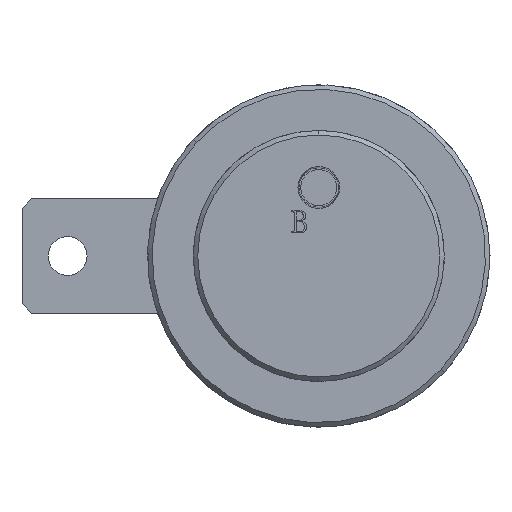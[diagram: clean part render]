
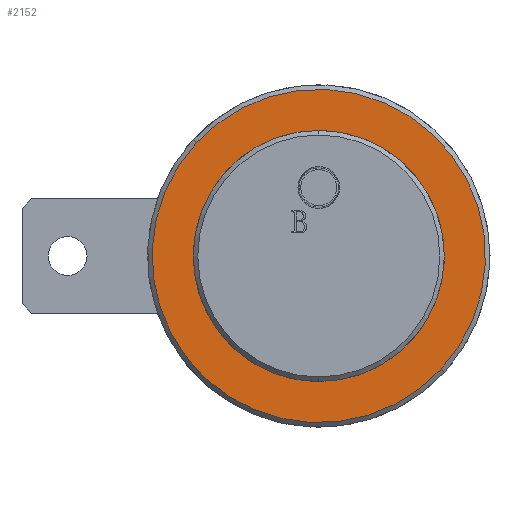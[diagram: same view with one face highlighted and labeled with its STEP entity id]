
A CAD part, front view. The second image highlights one B-rep face of the part: STEP entity #2152.
In plain terms, the highlighted face is planar.
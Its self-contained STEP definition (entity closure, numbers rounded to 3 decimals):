
#62 = EDGE_LOOP ( 'NONE', ( #390, #391 ) ) ;
#71 = EDGE_LOOP ( 'NONE', ( #388, #389 ) ) ;
#388 = ORIENTED_EDGE ( 'NONE', *, *, #798, .T. ) ;
#389 = ORIENTED_EDGE ( 'NONE', *, *, #789, .T. ) ;
#390 = ORIENTED_EDGE ( 'NONE', *, *, #793, .F. ) ;
#391 = ORIENTED_EDGE ( 'NONE', *, *, #799, .F. ) ;
#789 = EDGE_CURVE ( 'NONE', #1810, #1809, #3848, .T. ) ;
#793 = EDGE_CURVE ( 'NONE', #1808, #1818, #3852, .T. ) ;
#798 = EDGE_CURVE ( 'NONE', #1809, #1810, #3862, .T. ) ;
#799 = EDGE_CURVE ( 'NONE', #1818, #1808, #3873, .T. ) ;
#852 = AXIS2_PLACEMENT_3D ( 'NONE', #2930, #2931, #2932 ) ;
#854 = AXIS2_PLACEMENT_3D ( 'NONE', #2940, #2941, #2942 ) ;
#855 = AXIS2_PLACEMENT_3D ( 'NONE', #2948, #2949, #2950 ) ;
#856 = AXIS2_PLACEMENT_3D ( 'NONE', #2951, #2952, #2953 ) ;
#987 = AXIS2_PLACEMENT_3D ( 'NONE', #4869, #4874, #4875 ) ;
#1808 = VERTEX_POINT ( 'NONE', #3162 ) ;
#1809 = VERTEX_POINT ( 'NONE', #3163 ) ;
#1810 = VERTEX_POINT ( 'NONE', #3164 ) ;
#1818 = VERTEX_POINT ( 'NONE', #3172 ) ;
#2152 = ADVANCED_FACE ( 'NONE', ( #4091, #4099 ), #4872, .T. ) ;
#2930 = CARTESIAN_POINT ( 'NONE',  ( 0., 0., 11. ) ) ;
#2931 = DIRECTION ( 'NONE',  ( 0., 0., 1. ) ) ;
#2932 = DIRECTION ( 'NONE',  ( 1., 0., 0. ) ) ;
#2940 = CARTESIAN_POINT ( 'NONE',  ( 0., 0., 11. ) ) ;
#2941 = DIRECTION ( 'NONE',  ( 0., 0., 1. ) ) ;
#2942 = DIRECTION ( 'NONE',  ( 1., 0., 0. ) ) ;
#2948 = CARTESIAN_POINT ( 'NONE',  ( 0., 0., 11. ) ) ;
#2949 = DIRECTION ( 'NONE',  ( 0., 0., 1. ) ) ;
#2950 = DIRECTION ( 'NONE',  ( 1., 0., 0. ) ) ;
#2951 = CARTESIAN_POINT ( 'NONE',  ( 0., 0., 11. ) ) ;
#2952 = DIRECTION ( 'NONE',  ( 0., 0., 1. ) ) ;
#2953 = DIRECTION ( 'NONE',  ( 1., 0., 0. ) ) ;
#3162 = CARTESIAN_POINT ( 'NONE',  ( -27.5, 0., 11. ) ) ;
#3163 = CARTESIAN_POINT ( 'NONE',  ( -36.5, 0., 11. ) ) ;
#3164 = CARTESIAN_POINT ( 'NONE',  ( 36.5, 0., 11. ) ) ;
#3172 = CARTESIAN_POINT ( 'NONE',  ( 27.5, 0., 11. ) ) ;
#3848 = CIRCLE ( 'NONE', #852, 36.5 ) ;
#3852 = CIRCLE ( 'NONE', #854, 27.5 ) ;
#3862 = CIRCLE ( 'NONE', #855, 36.5 ) ;
#3873 = CIRCLE ( 'NONE', #856, 27.5 ) ;
#4091 = FACE_OUTER_BOUND ( 'NONE', #71, .T. ) ;
#4099 = FACE_BOUND ( 'NONE', #62, .T. ) ;
#4869 = CARTESIAN_POINT ( 'NONE',  ( 0., 0., 11. ) ) ;
#4872 = PLANE ( 'NONE',  #987 ) ;
#4874 = DIRECTION ( 'NONE',  ( 0., 0., 1. ) ) ;
#4875 = DIRECTION ( 'NONE',  ( 1., 0., 0. ) ) ;
